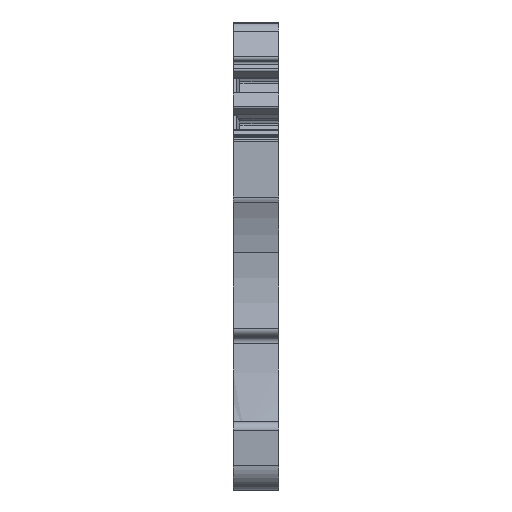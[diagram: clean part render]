
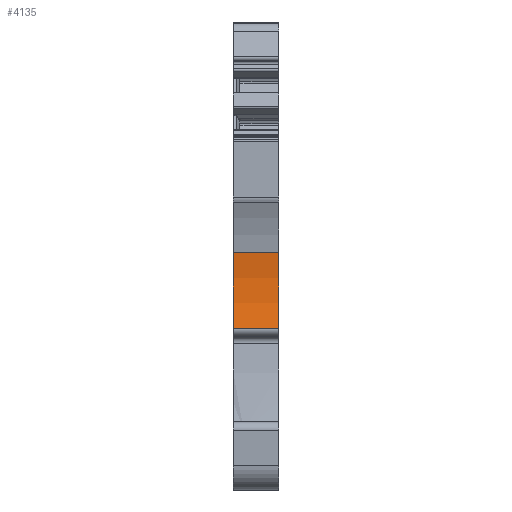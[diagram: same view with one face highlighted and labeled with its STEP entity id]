
A CAD part, front view. The second image highlights one B-rep face of the part: STEP entity #4135.
In plain terms, the highlighted cylindrical face has radius 15 mm (diameter 30 mm), a partial arc.
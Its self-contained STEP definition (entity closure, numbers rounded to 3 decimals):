
#1194=AXIS2_PLACEMENT_3D('Circle Axis2P3D',#1192,#1193,$) ;
#2137=AXIS2_PLACEMENT_3D('Circle Axis2P3D',#2135,#2136,$) ;
#4122=AXIS2_PLACEMENT_3D('Cylinder Axis2P3D',#4119,#4120,#4121) ;
#37=CARTESIAN_POINT('Line Origine',(1.75,1.177,18.4)) ;
#41=CARTESIAN_POINT('Vertex',(3.5,1.177,18.4)) ;
#43=CARTESIAN_POINT('Vertex',(0.,1.177,18.4)) ;
#1189=CARTESIAN_POINT('Vertex',(0.,0.831,12.527)) ;
#1192=CARTESIAN_POINT('Axis2P3D Location',(0.,-13.679,16.328)) ;
#2135=CARTESIAN_POINT('Axis2P3D Location',(3.5,-13.679,16.328)) ;
#2139=CARTESIAN_POINT('Vertex',(3.5,0.831,12.527)) ;
#4119=CARTESIAN_POINT('Axis2P3D Location',(1.75,-13.679,16.328)) ;
#4124=CARTESIAN_POINT('Line Origine',(1.75,0.831,12.527)) ;
#38=DIRECTION('Vector Direction',(-1.,0.,0.)) ;
#1193=DIRECTION('Axis2P3D Direction',(-1.,0.,0.)) ;
#2136=DIRECTION('Axis2P3D Direction',(-1.,0.,0.)) ;
#4120=DIRECTION('Axis2P3D Direction',(-1.,0.,0.)) ;
#4121=DIRECTION('Axis2P3D XDirection',(0.,0.99,0.138)) ;
#4125=DIRECTION('Vector Direction',(-1.,0.,0.)) ;
#39=VECTOR('Line Direction',#38,1.) ;
#4126=VECTOR('Line Direction',#4125,1.) ;
#4130=ORIENTED_EDGE('',*,*,#4128,.F.) ;
#4131=ORIENTED_EDGE('',*,*,#2141,.T.) ;
#4132=ORIENTED_EDGE('',*,*,#45,.T.) ;
#4133=ORIENTED_EDGE('',*,*,#1196,.F.) ;
#4135=ADVANCED_FACE('KLTR',(#4134),#4123,.F.) ;
#1195=CIRCLE('generated circle',#1194,15.) ;
#2138=CIRCLE('generated circle',#2137,15.) ;
#4123=CYLINDRICAL_SURFACE('generated cylinder',#4122,15.) ;
#45=EDGE_CURVE('',#42,#44,#40,.T.) ;
#1196=EDGE_CURVE('',#1190,#44,#1195,.F.) ;
#2141=EDGE_CURVE('',#2140,#42,#2138,.F.) ;
#4128=EDGE_CURVE('',#2140,#1190,#4127,.T.) ;
#4129=EDGE_LOOP('',(#4130,#4131,#4132,#4133)) ;
#4134=FACE_OUTER_BOUND('',#4129,.T.) ;
#40=LINE('Line',#37,#39) ;
#4127=LINE('Line',#4124,#4126) ;
#42=VERTEX_POINT('',#41) ;
#44=VERTEX_POINT('',#43) ;
#1190=VERTEX_POINT('',#1189) ;
#2140=VERTEX_POINT('',#2139) ;
